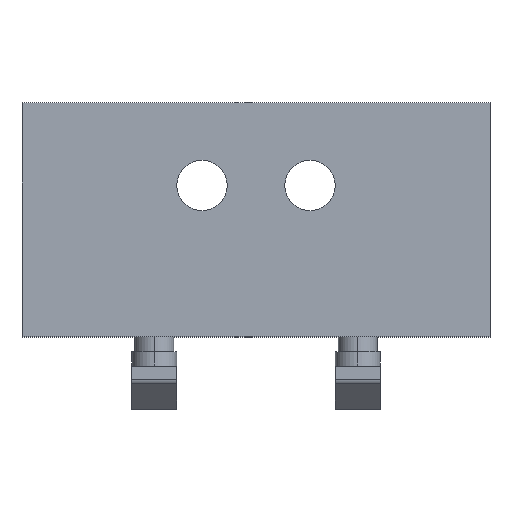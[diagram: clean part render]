
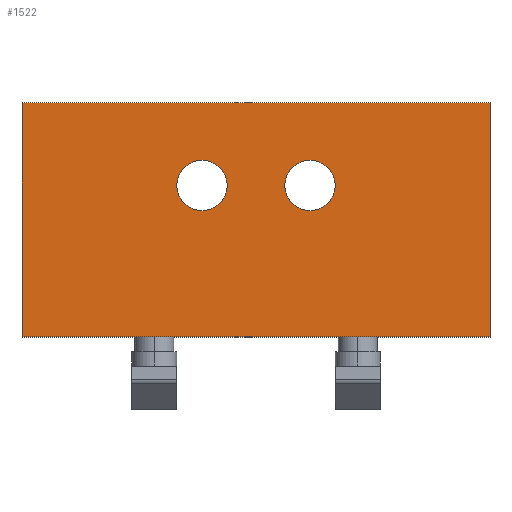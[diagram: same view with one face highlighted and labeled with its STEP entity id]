
A CAD part, top view. The second image highlights one B-rep face of the part: STEP entity #1522.
In plain terms, the highlighted planar face has unit normal (0, 0, 1).
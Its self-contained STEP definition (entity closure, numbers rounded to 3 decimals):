
#113 = ORIENTED_EDGE ( 'NONE', *, *, #361, .F. ) ;
#135 = ORIENTED_EDGE ( 'NONE', *, *, #2565, .T. ) ;
#174 = DIRECTION ( 'NONE',  ( 0., 0., -1. ) ) ;
#221 = EDGE_LOOP ( 'NONE', ( #135, #463 ) ) ;
#291 = VERTEX_POINT ( 'NONE', #457 ) ;
#294 = CARTESIAN_POINT ( 'NONE',  ( -65., 65., 0. ) ) ;
#323 = CARTESIAN_POINT ( 'NONE',  ( -15., 42., 0. ) ) ;
#361 = EDGE_CURVE ( 'NONE', #1400, #1778, #2450, .T. ) ;
#408 = VECTOR ( 'NONE', #1168, 1000. ) ;
#415 = CARTESIAN_POINT ( 'NONE',  ( -15., 42., 0. ) ) ;
#417 = VERTEX_POINT ( 'NONE', #2762 ) ;
#443 = VECTOR ( 'NONE', #1047, 1000. ) ;
#457 = CARTESIAN_POINT ( 'NONE',  ( -22., 42., 0. ) ) ;
#463 = ORIENTED_EDGE ( 'NONE', *, *, #2541, .T. ) ;
#489 = EDGE_LOOP ( 'NONE', ( #2013, #2800 ) ) ;
#544 = VECTOR ( 'NONE', #1982, 1000. ) ;
#582 = VECTOR ( 'NONE', #1825, 1000. ) ;
#625 = FACE_OUTER_BOUND ( 'NONE', #931, .T. ) ;
#659 = ORIENTED_EDGE ( 'NONE', *, *, #2887, .F. ) ;
#755 = VERTEX_POINT ( 'NONE', #2572 ) ;
#841 = LINE ( 'NONE', #1496, #443 ) ;
#855 = CARTESIAN_POINT ( 'NONE',  ( 65., 0., 0. ) ) ;
#925 = CARTESIAN_POINT ( 'NONE',  ( 65., 65., 0. ) ) ;
#931 = EDGE_LOOP ( 'NONE', ( #1550, #2870, #113, #659 ) ) ;
#1019 = DIRECTION ( 'NONE',  ( -1., 0., 0. ) ) ;
#1040 = CARTESIAN_POINT ( 'NONE',  ( 15., 42., 0. ) ) ;
#1047 = DIRECTION ( 'NONE',  ( 0., -1., 0. ) ) ;
#1048 = CIRCLE ( 'NONE', #2854, 7. ) ;
#1136 = AXIS2_PLACEMENT_3D ( 'NONE', #925, #2247, #1757 ) ;
#1168 = DIRECTION ( 'NONE',  ( 0., 1., 0. ) ) ;
#1224 = CARTESIAN_POINT ( 'NONE',  ( -8., 42., 0. ) ) ;
#1242 = AXIS2_PLACEMENT_3D ( 'NONE', #1040, #1294, #1705 ) ;
#1282 = CARTESIAN_POINT ( 'NONE',  ( -65., 65., 0. ) ) ;
#1294 = DIRECTION ( 'NONE',  ( 0., 0., -1. ) ) ;
#1369 = FACE_BOUND ( 'NONE', #489, .T. ) ;
#1400 = VERTEX_POINT ( 'NONE', #2656 ) ;
#1454 = DIRECTION ( 'NONE',  ( 0., 0., -1. ) ) ;
#1487 = DIRECTION ( 'NONE',  ( 0., 0., -1. ) ) ;
#1488 = CARTESIAN_POINT ( 'NONE',  ( 8., 42., 0. ) ) ;
#1496 = CARTESIAN_POINT ( 'NONE',  ( 65., 65., 0. ) ) ;
#1522 = ADVANCED_FACE ( 'NONE', ( #2848, #1369, #625 ), #1598, .T. ) ;
#1540 = CIRCLE ( 'NONE', #2502, 7. ) ;
#1550 = ORIENTED_EDGE ( 'NONE', *, *, #2722, .F. ) ;
#1565 = CIRCLE ( 'NONE', #1242, 7. ) ;
#1598 = PLANE ( 'NONE',  #1136 ) ;
#1614 = CARTESIAN_POINT ( 'NONE',  ( 65., 65., 0. ) ) ;
#1705 = DIRECTION ( 'NONE',  ( -1., 0., 0. ) ) ;
#1757 = DIRECTION ( 'NONE',  ( -1., 0., 0. ) ) ;
#1778 = VERTEX_POINT ( 'NONE', #1282 ) ;
#1825 = DIRECTION ( 'NONE',  ( 1., 0., 0. ) ) ;
#1959 = VERTEX_POINT ( 'NONE', #1614 ) ;
#1982 = DIRECTION ( 'NONE',  ( -1., 0., 0. ) ) ;
#2013 = ORIENTED_EDGE ( 'NONE', *, *, #2726, .T. ) ;
#2023 = CIRCLE ( 'NONE', #2810, 7. ) ;
#2052 = VERTEX_POINT ( 'NONE', #1488 ) ;
#2171 = EDGE_CURVE ( 'NONE', #1778, #1959, #2761, .T. ) ;
#2198 = LINE ( 'NONE', #855, #544 ) ;
#2247 = DIRECTION ( 'NONE',  ( 0., 0., 1. ) ) ;
#2275 = CARTESIAN_POINT ( 'NONE',  ( -65., 0., 0. ) ) ;
#2329 = DIRECTION ( 'NONE',  ( -1., 0., 0. ) ) ;
#2360 = DIRECTION ( 'NONE',  ( -1., 0., 0. ) ) ;
#2369 = CARTESIAN_POINT ( 'NONE',  ( 15., 42., 0. ) ) ;
#2450 = LINE ( 'NONE', #2275, #408 ) ;
#2502 = AXIS2_PLACEMENT_3D ( 'NONE', #2369, #174, #1019 ) ;
#2504 = EDGE_CURVE ( 'NONE', #417, #2052, #1565, .T. ) ;
#2541 = EDGE_CURVE ( 'NONE', #2576, #291, #2023, .T. ) ;
#2565 = EDGE_CURVE ( 'NONE', #291, #2576, #1048, .T. ) ;
#2572 = CARTESIAN_POINT ( 'NONE',  ( 65., 0., 0. ) ) ;
#2576 = VERTEX_POINT ( 'NONE', #1224 ) ;
#2656 = CARTESIAN_POINT ( 'NONE',  ( -65., 0., 0. ) ) ;
#2722 = EDGE_CURVE ( 'NONE', #1959, #755, #841, .T. ) ;
#2726 = EDGE_CURVE ( 'NONE', #2052, #417, #1540, .T. ) ;
#2761 = LINE ( 'NONE', #294, #582 ) ;
#2762 = CARTESIAN_POINT ( 'NONE',  ( 22., 42., 0. ) ) ;
#2800 = ORIENTED_EDGE ( 'NONE', *, *, #2504, .T. ) ;
#2810 = AXIS2_PLACEMENT_3D ( 'NONE', #415, #1487, #2360 ) ;
#2848 = FACE_BOUND ( 'NONE', #221, .T. ) ;
#2854 = AXIS2_PLACEMENT_3D ( 'NONE', #323, #1454, #2329 ) ;
#2870 = ORIENTED_EDGE ( 'NONE', *, *, #2171, .F. ) ;
#2887 = EDGE_CURVE ( 'NONE', #755, #1400, #2198, .T. ) ;
